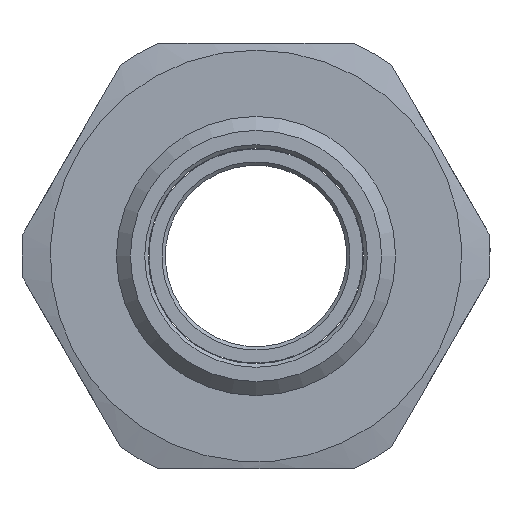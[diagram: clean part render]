
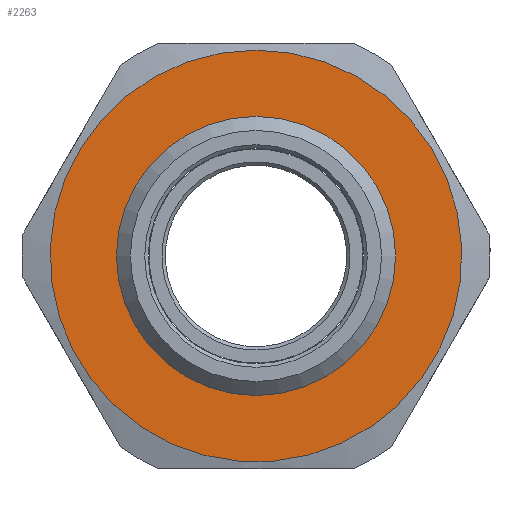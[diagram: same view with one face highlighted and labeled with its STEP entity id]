
A CAD part, left-side view. The second image highlights one B-rep face of the part: STEP entity #2263.
In plain terms, the highlighted planar face has unit normal (-1, 0, 0).
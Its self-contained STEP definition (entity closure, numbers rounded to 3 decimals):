
#38 = DIRECTION ( 'NONE',  ( 0., 0., 1. ) ) ;
#78 = PLANE ( 'NONE',  #1059 ) ;
#105 = ORIENTED_EDGE ( 'NONE', *, *, #1333, .F. ) ;
#155 = DIRECTION ( 'NONE',  ( -1., 0., 0. ) ) ;
#200 = CARTESIAN_POINT ( 'NONE',  ( 15., 0., 10. ) ) ;
#217 = CARTESIAN_POINT ( 'NONE',  ( 15., 0., 14.75 ) ) ;
#234 = CARTESIAN_POINT ( 'NONE',  ( 15., 0., 0. ) ) ;
#249 = EDGE_LOOP ( 'NONE', ( #591 ) ) ;
#266 = CARTESIAN_POINT ( 'NONE',  ( 15., 10., 0. ) ) ;
#390 = CIRCLE ( 'NONE', #726, 10. ) ;
#458 = AXIS2_PLACEMENT_3D ( 'NONE', #574, #155, #1592 ) ;
#574 = CARTESIAN_POINT ( 'NONE',  ( 15., 0., 0. ) ) ;
#591 = ORIENTED_EDGE ( 'NONE', *, *, #1256, .T. ) ;
#672 = FACE_OUTER_BOUND ( 'NONE', #249, .T. ) ;
#726 = AXIS2_PLACEMENT_3D ( 'NONE', #234, #1851, #38 ) ;
#980 = VERTEX_POINT ( 'NONE', #217 ) ;
#1059 = AXIS2_PLACEMENT_3D ( 'NONE', #266, #2095, #1463 ) ;
#1212 = CIRCLE ( 'NONE', #458, 14.75 ) ;
#1256 = EDGE_CURVE ( 'NONE', #980, #980, #1212, .T. ) ;
#1333 = EDGE_CURVE ( 'NONE', #2125, #2125, #390, .T. ) ;
#1463 = DIRECTION ( 'NONE',  ( 0., 0., -1. ) ) ;
#1592 = DIRECTION ( 'NONE',  ( 0., 0., 1. ) ) ;
#1780 = FACE_BOUND ( 'NONE', #1796, .T. ) ;
#1796 = EDGE_LOOP ( 'NONE', ( #105 ) ) ;
#1851 = DIRECTION ( 'NONE',  ( -1., 0., 0. ) ) ;
#2095 = DIRECTION ( 'NONE',  ( 1., 0., 0. ) ) ;
#2125 = VERTEX_POINT ( 'NONE', #200 ) ;
#2263 = ADVANCED_FACE ( 'NONE', ( #1780, #672 ), #78, .F. ) ;
